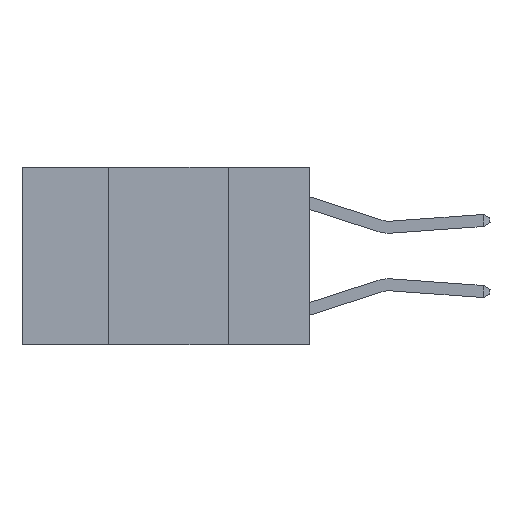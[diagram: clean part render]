
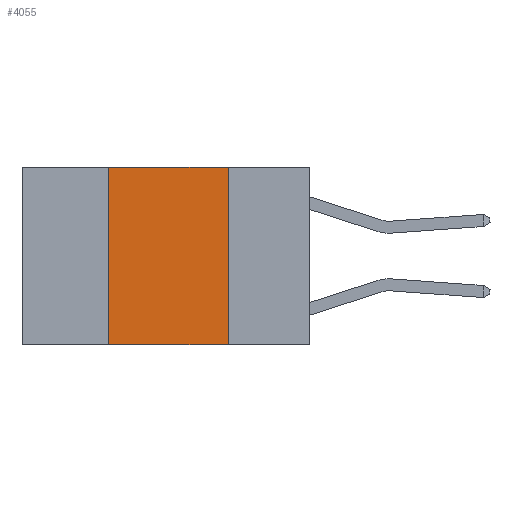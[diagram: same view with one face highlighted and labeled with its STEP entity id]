
A CAD part, left-side view. The second image highlights one B-rep face of the part: STEP entity #4055.
In plain terms, the highlighted planar face has unit normal (-1, 0, 0).
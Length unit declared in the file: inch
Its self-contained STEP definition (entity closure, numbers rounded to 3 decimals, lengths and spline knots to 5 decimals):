
#1216 = ORIENTED_EDGE ( 'NONE', *, *, #23185, .T. ) ;
#1679 = ORIENTED_EDGE ( 'NONE', *, *, #4861, .F. ) ;
#2215 = VECTOR ( 'NONE', #14980, 39.37008 ) ;
#2577 = VECTOR ( 'NONE', #14315, 39.37008 ) ;
#2993 = VERTEX_POINT ( 'NONE', #12790 ) ;
#4055 = ADVANCED_FACE ( 'NONE', ( #13107 ), #16988, .F. ) ;
#4861 = EDGE_CURVE ( 'NONE', #2993, #12639, #8579, .T. ) ;
#5806 = DIRECTION ( 'NONE',  ( 0., -1., 0. ) ) ;
#5932 = DIRECTION ( 'NONE',  ( 0., 0., -1. ) ) ;
#6201 = VERTEX_POINT ( 'NONE', #11974 ) ;
#6759 = CARTESIAN_POINT ( 'NONE',  ( 0., 0.6, 0. ) ) ;
#8579 = LINE ( 'NONE', #6759, #23391 ) ;
#8849 = ORIENTED_EDGE ( 'NONE', *, *, #22280, .F. ) ;
#9330 = LINE ( 'NONE', #22305, #13875 ) ;
#9339 = DIRECTION ( 'NONE',  ( 1., 0., 0. ) ) ;
#11326 = CARTESIAN_POINT ( 'NONE',  ( 0., 0.17, 0. ) ) ;
#11974 = CARTESIAN_POINT ( 'NONE',  ( 0., 0.17, -0.37 ) ) ;
#12005 = CARTESIAN_POINT ( 'NONE',  ( 0., 0.42, 0. ) ) ;
#12639 = VERTEX_POINT ( 'NONE', #17760 ) ;
#12790 = CARTESIAN_POINT ( 'NONE',  ( 0., 0.42, 0. ) ) ;
#12989 = CARTESIAN_POINT ( 'NONE',  ( 0., 0.6, 0. ) ) ;
#13107 = FACE_OUTER_BOUND ( 'NONE', #16932, .T. ) ;
#13875 = VECTOR ( 'NONE', #5806, 39.37008 ) ;
#14315 = DIRECTION ( 'NONE',  ( 0., 0., 1. ) ) ;
#14953 = CARTESIAN_POINT ( 'NONE',  ( 0., 0.42, -0.37 ) ) ;
#14980 = DIRECTION ( 'NONE',  ( 0., 0., -1. ) ) ;
#16149 = LINE ( 'NONE', #12005, #2577 ) ;
#16932 = EDGE_LOOP ( 'NONE', ( #8849, #1679, #22198, #1216 ) ) ;
#16988 = PLANE ( 'NONE',  #22699 ) ;
#17760 = CARTESIAN_POINT ( 'NONE',  ( 0., 0.17, 0. ) ) ;
#17796 = DIRECTION ( 'NONE',  ( 0., -1., 0. ) ) ;
#19026 = VERTEX_POINT ( 'NONE', #14953 ) ;
#19800 = EDGE_CURVE ( 'NONE', #19026, #2993, #16149, .T. ) ;
#20793 = LINE ( 'NONE', #11326, #2215 ) ;
#22198 = ORIENTED_EDGE ( 'NONE', *, *, #19800, .F. ) ;
#22280 = EDGE_CURVE ( 'NONE', #12639, #6201, #20793, .T. ) ;
#22305 = CARTESIAN_POINT ( 'NONE',  ( 0., 0.6, -0.37 ) ) ;
#22699 = AXIS2_PLACEMENT_3D ( 'NONE', #12989, #9339, #5932 ) ;
#23185 = EDGE_CURVE ( 'NONE', #19026, #6201, #9330, .T. ) ;
#23391 = VECTOR ( 'NONE', #17796, 39.37008 ) ;
